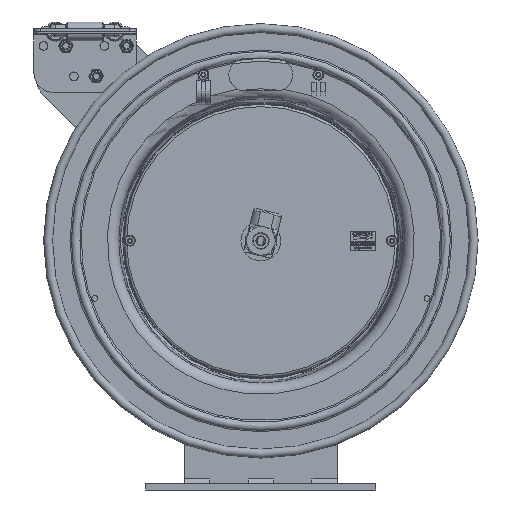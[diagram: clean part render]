
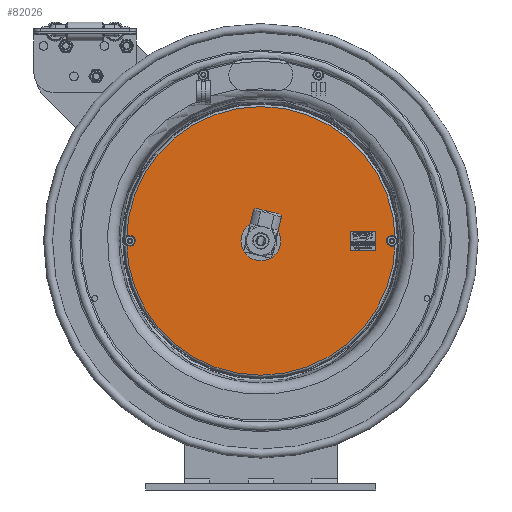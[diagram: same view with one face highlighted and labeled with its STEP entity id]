
A CAD part, front view. The second image highlights one B-rep face of the part: STEP entity #82026.
In plain terms, the highlighted planar face has unit normal (0, -1, 0).
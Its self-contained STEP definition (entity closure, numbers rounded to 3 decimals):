
#4928=FACE_BOUND('',#9988,.T.);
#4929=FACE_BOUND('',#9989,.T.);
#4930=FACE_BOUND('',#9990,.T.);
#6699=FACE_OUTER_BOUND('',#9987,.T.);
#9987=EDGE_LOOP('',(#68037,#68038));
#9988=EDGE_LOOP('',(#68039));
#9989=EDGE_LOOP('',(#68040));
#9990=EDGE_LOOP('',(#68041));
#13086=CIRCLE('',#86943,5.255);
#13087=CIRCLE('',#86944,5.255);
#13091=CIRCLE('',#86949,0.1);
#13092=CIRCLE('',#86950,0.1);
#13093=CIRCLE('',#86951,0.65);
#37727=VERTEX_POINT('',#134872);
#37728=VERTEX_POINT('',#134873);
#37731=VERTEX_POINT('',#134882);
#37732=VERTEX_POINT('',#134884);
#37733=VERTEX_POINT('',#134886);
#50721=EDGE_CURVE('',#37727,#37728,#13086,.T.);
#50722=EDGE_CURVE('',#37728,#37727,#13087,.T.);
#50726=EDGE_CURVE('',#37731,#37731,#13091,.T.);
#50727=EDGE_CURVE('',#37732,#37732,#13092,.T.);
#50728=EDGE_CURVE('',#37733,#37733,#13093,.T.);
#68037=ORIENTED_EDGE('',*,*,#50721,.T.);
#68038=ORIENTED_EDGE('',*,*,#50722,.T.);
#68039=ORIENTED_EDGE('',*,*,#50726,.T.);
#68040=ORIENTED_EDGE('',*,*,#50727,.T.);
#68041=ORIENTED_EDGE('',*,*,#50728,.T.);
#76946=PLANE('',#86948);
#82026=ADVANCED_FACE('',(#6699,#4928,#4929,#4930),#76946,.T.);
#86943=AXIS2_PLACEMENT_3D('',#134874,#100741,#100742);
#86944=AXIS2_PLACEMENT_3D('',#134875,#100743,#100744);
#86948=AXIS2_PLACEMENT_3D('',#134881,#100751,#100752);
#86949=AXIS2_PLACEMENT_3D('',#134883,#100753,#100754);
#86950=AXIS2_PLACEMENT_3D('',#134885,#100755,#100756);
#86951=AXIS2_PLACEMENT_3D('',#134887,#100757,#100758);
#100741=DIRECTION('center_axis',(0.,-1.,0.));
#100742=DIRECTION('ref_axis',(0.,0.,
-1.));
#100743=DIRECTION('center_axis',(0.,-1.,0.));
#100744=DIRECTION('ref_axis',(0.,0.,
-1.));
#100751=DIRECTION('center_axis',(0.,-1.,0.));
#100752=DIRECTION('ref_axis',(-1.,0.,0.));
#100753=DIRECTION('center_axis',(0.,1.,0.));
#100754=DIRECTION('ref_axis',(0.,0.,
-1.));
#100755=DIRECTION('center_axis',(0.,1.,0.));
#100756=DIRECTION('ref_axis',(0.,0.,
-1.));
#100757=DIRECTION('center_axis',(0.,1.,0.));
#100758=DIRECTION('ref_axis',(0.,0.,1.));
#134872=CARTESIAN_POINT('',(0.,-3.118,4.493));
#134873=CARTESIAN_POINT('',(5.255,-3.118,9.748));
#134874=CARTESIAN_POINT('Origin',(0.,-3.118,9.748));
#134875=CARTESIAN_POINT('Origin',(0.,-3.118,9.748));
#134881=CARTESIAN_POINT('Origin',(0.,-3.118,7.12));
#134882=CARTESIAN_POINT('',(-5.125,-3.118,9.648));
#134883=CARTESIAN_POINT('Origin',(-5.125,-3.118,9.748));
#134884=CARTESIAN_POINT('',(5.125,-3.118,9.648));
#134885=CARTESIAN_POINT('Origin',(5.125,-3.118,9.748));
#134886=CARTESIAN_POINT('',(0.,-3.118,9.098));
#134887=CARTESIAN_POINT('Origin',(0.,-3.118,9.748));
